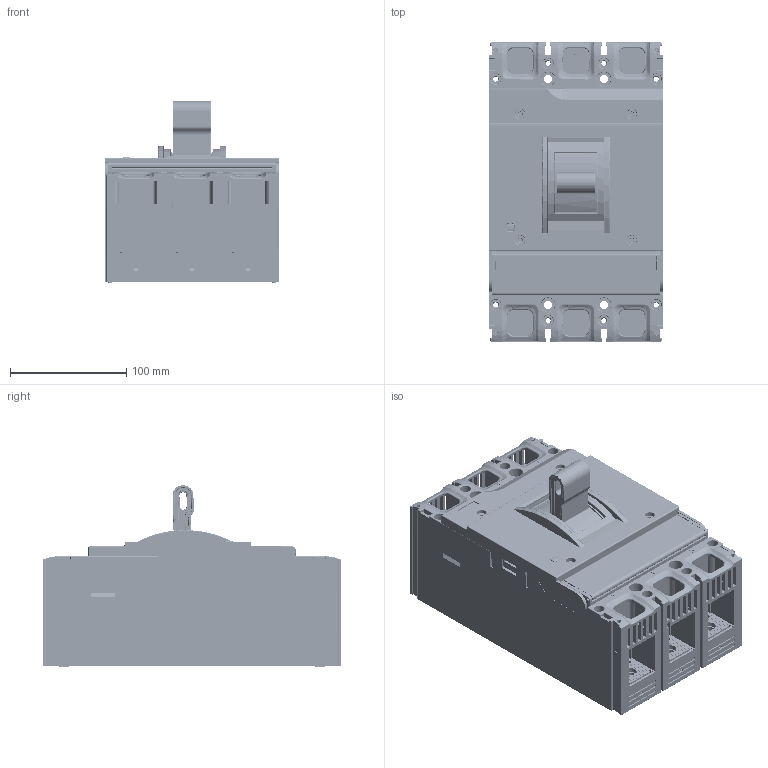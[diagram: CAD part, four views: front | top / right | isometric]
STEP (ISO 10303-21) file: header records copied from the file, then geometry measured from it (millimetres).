
FILE_DESCRIPTION (( 'STEP AP214' ), '1' );
FILE_NAME ('AV Power-3-3P.STEP', '2018-03-06T11:10:45', ( '' ), ( '' ), 'SwSTEP 2.0', 'SolidWorks 2017', '' );
FILE_SCHEMA (( 'AUTOMOTIVE_DESIGN' ));
Length unit declared in the file: millimetre
Products named in the file (1): AV Power-3-3P
Bounding box: 150 x 257 x 156.08 mm (x, y, z)
Volume: 1143244.8 mm3; surface area: 675502.4 mm2
Topology: 39 solids, 39 shells, 10793 faces, 28907 edges, 18480 vertices
Faces by surface type: plane 6397, cylinder 3101, bspline 1066, torus 119, cone 110
Entity records: 399255 total; most frequent: CARTESIAN_POINT 138251, ORIENTED_EDGE 57330, DIRECTION 48864, EDGE_CURVE 28665, VECTOR 19880, LINE 19880, VERTEX_POINT 18480, AXIS2_PLACEMENT_3D 14492
